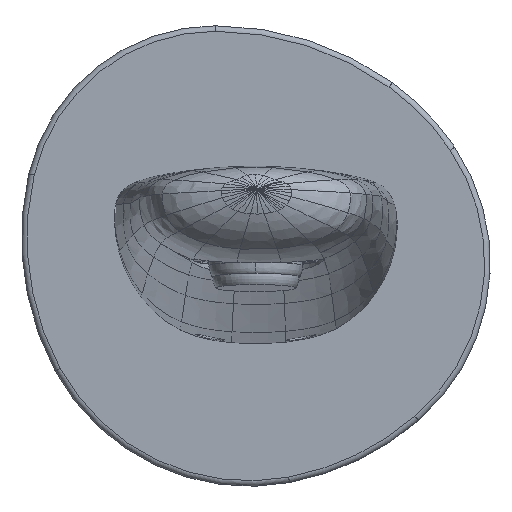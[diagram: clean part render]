
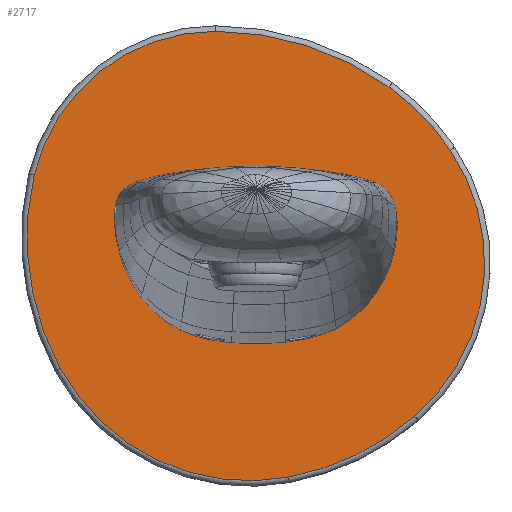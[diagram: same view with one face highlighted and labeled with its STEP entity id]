
A CAD part, front view. The second image highlights one B-rep face of the part: STEP entity #2717.
In plain terms, the highlighted face is planar.
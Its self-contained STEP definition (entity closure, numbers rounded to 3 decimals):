
#645=FACE_OUTER_BOUND('',#842,.T.);
#842=EDGE_LOOP('',(#1816,#1817,#1818,#1819,#1820,#1821,#1822));
#1050=CIRCLE('',#2942,45.);
#1051=CIRCLE('',#2943,54.);
#1052=CIRCLE('',#2944,33.75);
#1053=CIRCLE('',#2945,49.73);
#1054=CIRCLE('',#2946,39.);
#1055=CIRCLE('',#2947,48.5);
#1056=CIRCLE('',#2948,36.72);
#1127=VERTEX_POINT('',#3509);
#1128=VERTEX_POINT('',#3510);
#1129=VERTEX_POINT('',#3512);
#1130=VERTEX_POINT('',#3514);
#1131=VERTEX_POINT('',#3516);
#1132=VERTEX_POINT('',#3518);
#1133=VERTEX_POINT('',#3520);
#1381=EDGE_CURVE('',#1127,#1128,#1050,.T.);
#1382=EDGE_CURVE('',#1128,#1129,#1051,.T.);
#1383=EDGE_CURVE('',#1129,#1130,#1052,.T.);
#1384=EDGE_CURVE('',#1130,#1131,#1053,.T.);
#1385=EDGE_CURVE('',#1131,#1132,#1054,.T.);
#1386=EDGE_CURVE('',#1132,#1133,#1055,.T.);
#1387=EDGE_CURVE('',#1133,#1127,#1056,.T.);
#1816=ORIENTED_EDGE('',*,*,#1381,.T.);
#1817=ORIENTED_EDGE('',*,*,#1382,.T.);
#1818=ORIENTED_EDGE('',*,*,#1383,.T.);
#1819=ORIENTED_EDGE('',*,*,#1384,.T.);
#1820=ORIENTED_EDGE('',*,*,#1385,.T.);
#1821=ORIENTED_EDGE('',*,*,#1386,.T.);
#1822=ORIENTED_EDGE('',*,*,#1387,.T.);
#2685=PLANE('',#2941);
#2717=ADVANCED_FACE('',(#645),#2685,.F.);
#2941=AXIS2_PLACEMENT_3D('',#3508,#3105,#3106);
#2942=AXIS2_PLACEMENT_3D('',#3511,#3107,#3108);
#2943=AXIS2_PLACEMENT_3D('',#3513,#3109,#3110);
#2944=AXIS2_PLACEMENT_3D('',#3515,#3111,#3112);
#2945=AXIS2_PLACEMENT_3D('',#3517,#3113,#3114);
#2946=AXIS2_PLACEMENT_3D('',#3519,#3115,#3116);
#2947=AXIS2_PLACEMENT_3D('',#3521,#3117,#3118);
#2948=AXIS2_PLACEMENT_3D('',#3522,#3119,#3120);
#3105=DIRECTION('center_axis',(0.,0.,1.));
#3106=DIRECTION('ref_axis',(1.,0.,0.));
#3107=DIRECTION('center_axis',(0.,0.,-1.));
#3108=DIRECTION('ref_axis',(-0.829,0.559,0.));
#3109=DIRECTION('center_axis',(0.,0.,-1.));
#3110=DIRECTION('ref_axis',(-0.583,0.813,0.));
#3111=DIRECTION('center_axis',(0.,0.,-1.));
#3112=DIRECTION('ref_axis',(0.,1.,0.));
#3113=DIRECTION('center_axis',(0.,0.,-1.));
#3114=DIRECTION('ref_axis',(0.974,0.227,0.));
#3115=DIRECTION('center_axis',(0.,0.,-1.));
#3116=DIRECTION('ref_axis',(0.879,-0.478,0.));
#3117=DIRECTION('center_axis',(0.,0.,-1.));
#3118=DIRECTION('ref_axis',(-0.183,-0.983,0.));
#3119=DIRECTION('center_axis',(0.,0.,-1.));
#3120=DIRECTION('ref_axis',(-0.655,-0.756,0.));
#3508=CARTESIAN_POINT('Origin',(0.,-188.11,-192.727));
#3509=CARTESIAN_POINT('',(-35.237,-168.91,-192.727));
#3510=CARTESIAN_POINT('',(-24.139,-157.48,-192.727));
#3511=CARTESIAN_POINT('Origin',(2.088,-194.047,-192.727));
#3512=CARTESIAN_POINT('',(7.333,-147.36,-192.727));
#3513=CARTESIAN_POINT('Origin',(7.333,-201.36,-192.727));
#3514=CARTESIAN_POINT('',(40.203,-173.452,-192.727));
#3515=CARTESIAN_POINT('Origin',(7.333,-181.11,-192.727));
#3516=CARTESIAN_POINT('',(35.464,-208.483,-192.727));
#3517=CARTESIAN_POINT('Origin',(-8.23,-184.737,-192.727));
#3518=CARTESIAN_POINT('',(-5.94,-228.202,-192.727));
#3519=CARTESIAN_POINT('Origin',(1.198,-189.86,-192.727));
#3520=CARTESIAN_POINT('',(-28.833,-217.167,-192.727));
#3521=CARTESIAN_POINT('Origin',(2.936,-180.521,-192.727));
#3522=CARTESIAN_POINT('Origin',(-4.78,-189.422,-192.727));
